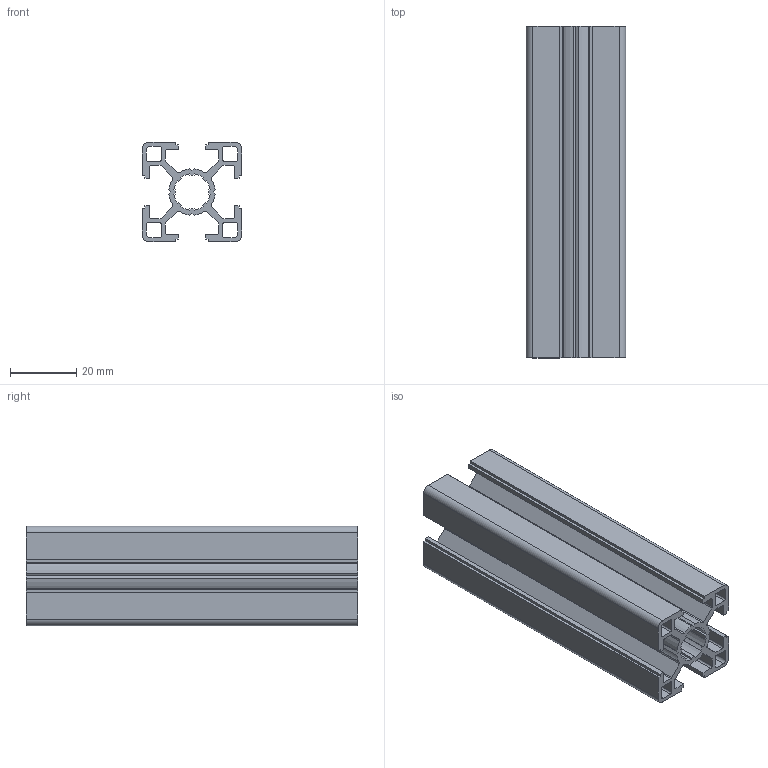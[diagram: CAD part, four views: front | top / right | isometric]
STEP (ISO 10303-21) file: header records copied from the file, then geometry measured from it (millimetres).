
FILE_DESCRIPTION(/* description */ (''),/* implementation_level */ '2;1');
FILE_NAME(/* name */ 'AST03003004L.step',/* time_stamp */ '2024-04-29T15:56:22+01:00',/* author */ ('project'),/* organization */ (''),/* preprocessor_version */ 'ST-DEVELOPER v19',/* originating_system */ 'Autodesk Inventor 2023',/* authorisation */ '');
FILE_SCHEMA (('AUTOMOTIVE_DESIGN { 1 0 10303 214 3 1 1 }'));
Length unit declared in the file: metre
Products named in the file (1): AST03003004L
Bounding box: 30 x 100 x 30 mm (x, y, z)
Volume: 27881.6 mm3; surface area: 35142.7 mm2
Topology: 1 solids, 1 shells, 166 faces, 492 edges, 328 vertices
Faces by surface type: plane 98, cylinder 68
Entity records: 5644 total; most frequent: CARTESIAN_POINT 987, ORIENTED_EDGE 984, DIRECTION 962, EDGE_CURVE 492, LINE 356, VECTOR 356, VERTEX_POINT 328, AXIS2_PLACEMENT_3D 303
